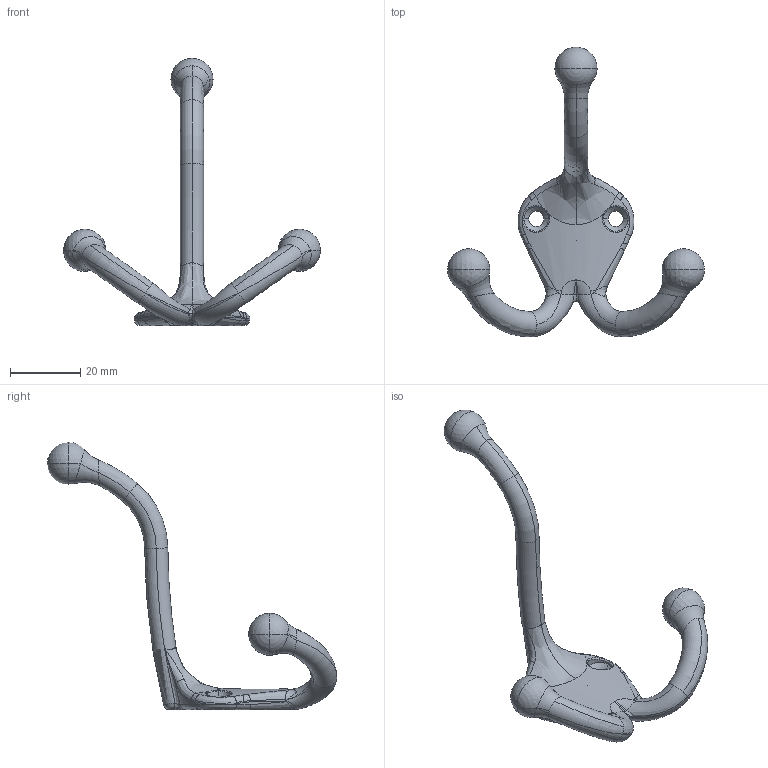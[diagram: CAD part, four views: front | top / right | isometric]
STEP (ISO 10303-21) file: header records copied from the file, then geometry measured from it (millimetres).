
FILE_DESCRIPTION(('Creo Elements/Direct Modeling STEP Export'),'2;1');
FILE_NAME('581.stp','2018-05-28T10:49:23',(''),(''),'Creo Elements/Direct Modeling STEP processor for AP214 (Solid Model)','Creo Elements/Direct Modeling 20.0 12-Nov-2016 (C) Parametric Technology GmbH','');
FILE_SCHEMA(('AUTOMOTIVE_DESIGN { 1 0 10303 214 1 1 1 1 }'));
Products named in the file (1): ZN-10452.1
Bounding box: 73.02 x 82.3 x 76.02 mm (x, y, z)
Volume: 12821.6 mm3; surface area: 6565.9 mm2
Topology: 1 solids, 1 shells, 170 faces, 466 edges, 277 vertices
Faces by surface type: bspline 112, torus 22, sphere 12, cylinder 11, plane 7, cone 6
Entity records: 74230 total; most frequent: CARTESIAN_POINT 70640, ORIENTED_EDGE 892, EDGE_CURVE 446, VERTEX_POINT 277, DIRECTION 246, B_SPLINE_CURVE_WITH_KNOTS 203, EDGE_LOOP 173, FACE_OUTER_BOUND 170
